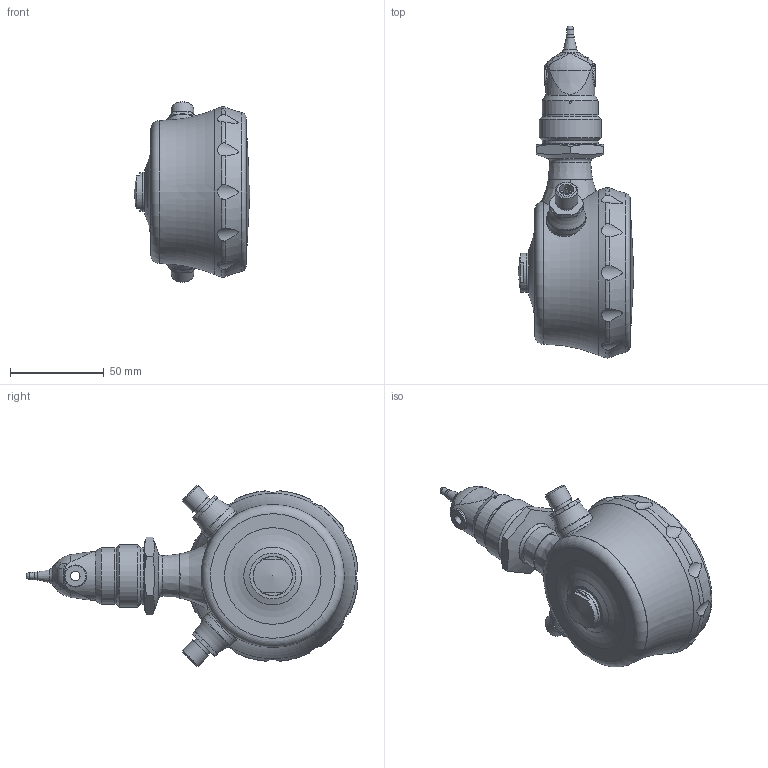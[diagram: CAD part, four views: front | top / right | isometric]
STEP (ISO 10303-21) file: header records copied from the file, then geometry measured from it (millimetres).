
FILE_DESCRIPTION(/* description */ ('Unknown'),/* implementation_level */ '2;1');
FILE_NAME(/* name */ 'AFI4-5630.####.#1##',/* time_stamp */ '2023-09-19T07:30:07+02:00',/* author */ ('Unknown'),/* organization */ ('Baumer'),/* preprocessor_version */ 'ST-DEVELOPER v16.7',/* originating_system */ 'Solid Edge',/* authorisation */ 'Unknown');
FILE_SCHEMA (('AUTOMOTIVE_DESIGN {1 0 10303 214 3 1 1}'));
Length unit declared in the file: millimetre
Products named in the file (1): Part1
Bounding box: 61.8 x 177.19 x 96.24 mm (x, y, z)
Volume: 111849.1 mm3; surface area: 76146.1 mm2
Topology: 1 solids, 13 shells, 632 faces, 1562 edges, 983 vertices
Faces by surface type: plane 200, cylinder 188, cone 94, torus 84, bspline 60, sphere 6
Full cylindrical faces by diameter (mm): 1.2 x1, 1.64 x8, 2 x4, 3 x1, 3.459 x4, 5 x1, 7.709 x2, 8.87 x1, 9.5 x1, 10.5 x2, 11 x2, 11.741 x2, 12 x3, 13 x1, 13.8 x2, 14 x1, 14.5 x2, 15.85 x2, 15.9 x2, 16 x10, 17.7 x1, 18.9 x1, 19.7 x1, 20.8 x3, 21 x1, 23.5 x1, 23.6 x2, 23.8 x1, 24 x1, 24.2 x1
Entity records: 24224 total; most frequent: CARTESIAN_POINT 6736, DIRECTION 2596, ORIENTED_EDGE 2548, EDGE_CURVE 1274, AXIS2_PLACEMENT_3D 1151, FACE_BOUND 899, VERTEX_POINT 889, EDGE_LOOP 887
